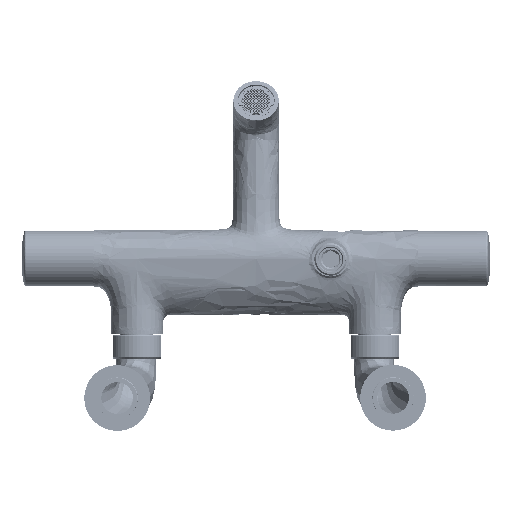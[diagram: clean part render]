
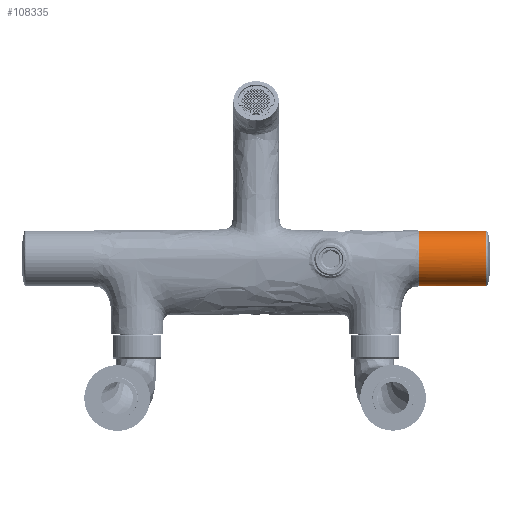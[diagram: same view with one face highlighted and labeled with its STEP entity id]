
A CAD part, front view. The second image highlights one B-rep face of the part: STEP entity #108335.
In plain terms, the highlighted free-form (B-spline) face has degree [2, 1] with [7, 2] control points.
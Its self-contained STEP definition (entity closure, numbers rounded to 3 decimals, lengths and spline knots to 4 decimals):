
#3503 = CARTESIAN_POINT ( 'NONE',  ( 5.711, 2.5705, 4.8459 ) ) ;
#8208 = CARTESIAN_POINT ( 'NONE',  ( 4.0551, 2.5705, 4.8459 ) ) ;
#17635 = VERTEX_POINT ( 'NONE', #172868 ) ;
#38000 =( BOUNDED_SURFACE ( )  B_SPLINE_SURFACE ( 2, 1, ( 
 ( #340957, #78629 ),
 ( #313886, #248475 ),
 ( #109462, #49710 ),
 ( #167213, #192396 ),
 ( #284938, #161533 ),
 ( #76756, #221334 ),
 ( #219435, #315799 ) ),
 .UNSPECIFIED., .F., .F., .F. ) 
 B_SPLINE_SURFACE_WITH_KNOTS ( ( 3, 2, 2, 3 ),
 ( 2, 2 ),
 ( 1.5708, 3.1416, 4.7124, 4.7124 ),
 ( 0., 50.6322 ),
 .UNSPECIFIED. ) 
 GEOMETRIC_REPRESENTATION_ITEM ( )  RATIONAL_B_SPLINE_SURFACE ( (
 ( 1., 1.),
 ( 0.707, 0.707),
 ( 1., 1.),
 ( 0.707, 0.707),
 ( 1., 1.),
 ( 1., 1.),
 ( 1., 1.) ) ) 
 REPRESENTATION_ITEM ( '' )  SURFACE ( )  );
#41604 = ORIENTED_EDGE ( 'NONE', *, *, #58624, .F. ) ;
#49710 = CARTESIAN_POINT ( 'NONE',  ( 5.8797, 1.8815, 4.1569 ) ) ;
#58624 = EDGE_CURVE ( 'NONE', #17635, #290474, #74479, .T. ) ;
#74479 = B_SPLINE_CURVE_WITH_KNOTS ( 'NONE', 3,
 ( #3503, #362123, #265792, #238753, #356420, #124928, #242564, #298508, #271471, #90293 ),
 .UNSPECIFIED., .F., .F.,
 ( 4, 1, 1, 1, 1, 1, 1, 4 ),
 ( 0., 0.125, 0.25, 0.375, 0.5, 0.625, 0.75, 1. ),
 .UNSPECIFIED. ) ;
#76756 = CARTESIAN_POINT ( 'NONE',  ( 3.8863, 2.5705, 3.4679 ) ) ;
#78629 = CARTESIAN_POINT ( 'NONE',  ( 5.8797, 2.5705, 4.8459 ) ) ;
#90293 = CARTESIAN_POINT ( 'NONE',  ( 5.711, 2.5705, 3.4679 ) ) ;
#90609 = EDGE_CURVE ( 'NONE', #165464, #354310, #349351, .T. ) ;
#98643 = EDGE_CURVE ( 'NONE', #354310, #290474, #275483, .T. ) ;
#101068 = CARTESIAN_POINT ( 'NONE',  ( 5.711, 2.5705, 3.4679 ) ) ;
#108335 = ADVANCED_FACE ( 'NONE', ( #369895 ), #38000, .T. ) ;
#109462 = CARTESIAN_POINT ( 'NONE',  ( 3.8863, 1.8815, 4.1569 ) ) ;
#116395 = CARTESIAN_POINT ( 'NONE',  ( 5.711, 2.5705, 3.4679 ) ) ;
#121241 = CARTESIAN_POINT ( 'NONE',  ( 4.0551, 2.5705, 3.4679 ) ) ;
#124928 = CARTESIAN_POINT ( 'NONE',  ( 5.711, 1.8635, 4.1568 ) ) ;
#125992 = ORIENTED_EDGE ( 'NONE', *, *, #214986, .T. ) ;
#134612 = CARTESIAN_POINT ( 'NONE',  ( 5.711, 2.5705, 4.8459 ) ) ;
#148186 = CARTESIAN_POINT ( 'NONE',  ( 4.0551, 1.8815, 4.1569 ) ) ;
#152551 = CARTESIAN_POINT ( 'NONE',  ( 4.0551, 2.5705, 3.4679 ) ) ;
#161533 = CARTESIAN_POINT ( 'NONE',  ( 5.8797, 2.5705, 3.4679 ) ) ;
#165464 = VERTEX_POINT ( 'NONE', #8208 ) ;
#167213 = CARTESIAN_POINT ( 'NONE',  ( 3.8863, 1.8815, 3.4679 ) ) ;
#172868 = CARTESIAN_POINT ( 'NONE',  ( 5.711, 2.5705, 4.8459 ) ) ;
#176322 = ORIENTED_EDGE ( 'NONE', *, *, #90609, .T. ) ;
#192396 = CARTESIAN_POINT ( 'NONE',  ( 5.8797, 1.8815, 3.4679 ) ) ;
#200329 = CARTESIAN_POINT ( 'NONE',  ( 4.0551, 2.5705, 4.8459 ) ) ;
#203104 = CARTESIAN_POINT ( 'NONE',  ( 4.0551, 2.5705, 3.4679 ) ) ;
#214986 = EDGE_CURVE ( 'NONE', #17635, #165464, #220432, .T. ) ;
#219435 = CARTESIAN_POINT ( 'NONE',  ( 3.8863, 2.5705, 3.4679 ) ) ;
#220432 = B_SPLINE_CURVE_WITH_KNOTS ( 'NONE', 1,
 ( #134612, #373753 ),
 .UNSPECIFIED., .F., .F.,
 ( 2, 2 ),
 ( -42.0598, 0. ),
 .UNSPECIFIED. ) ;
#221334 = CARTESIAN_POINT ( 'NONE',  ( 5.8797, 2.5705, 3.4679 ) ) ;
#238753 = CARTESIAN_POINT ( 'NONE',  ( 5.711, 2.0706, 4.6568 ) ) ;
#242564 = CARTESIAN_POINT ( 'NONE',  ( 5.711, 1.9175, 3.8866 ) ) ;
#248475 = CARTESIAN_POINT ( 'NONE',  ( 5.8797, 1.8815, 4.8459 ) ) ;
#263578 = ORIENTED_EDGE ( 'NONE', *, *, #98643, .T. ) ;
#265792 = CARTESIAN_POINT ( 'NONE',  ( 5.711, 2.3, 4.8101 ) ) ;
#267799 = CARTESIAN_POINT ( 'NONE',  ( 4.0551, 1.8815, 4.8459 ) ) ;
#271471 = CARTESIAN_POINT ( 'NONE',  ( 5.711, 2.3897, 3.4667 ) ) ;
#275483 = B_SPLINE_CURVE_WITH_KNOTS ( 'NONE', 1,
 ( #203104, #116395 ),
 .UNSPECIFIED., .F., .F.,
 ( 2, 2 ),
 ( -42.0598, 0. ),
 .UNSPECIFIED. ) ;
#284938 = CARTESIAN_POINT ( 'NONE',  ( 3.8863, 2.5705, 3.4679 ) ) ;
#290474 = VERTEX_POINT ( 'NONE', #101068 ) ;
#298508 = CARTESIAN_POINT ( 'NONE',  ( 5.711, 2.1215, 3.58 ) ) ;
#313886 = CARTESIAN_POINT ( 'NONE',  ( 3.8863, 1.8815, 4.8459 ) ) ;
#315799 = CARTESIAN_POINT ( 'NONE',  ( 5.8797, 2.5705, 3.4679 ) ) ;
#323770 = CARTESIAN_POINT ( 'NONE',  ( 4.0551, 1.8815, 3.4679 ) ) ;
#340957 = CARTESIAN_POINT ( 'NONE',  ( 3.8863, 2.5705, 4.8459 ) ) ;
#346168 = EDGE_LOOP ( 'NONE', ( #176322, #263578, #41604, #125992 ) ) ;
#349351 =( BOUNDED_CURVE ( )  B_SPLINE_CURVE ( 2, ( #200329, #267799, #148186, #323770, #121241 ),
 .UNSPECIFIED., .F., .F. ) 
 B_SPLINE_CURVE_WITH_KNOTS ( ( 3, 2, 3 ),
 ( -54.9779, -27.4889, 0. ),
 .UNSPECIFIED. ) 
 CURVE ( )  GEOMETRIC_REPRESENTATION_ITEM ( )  RATIONAL_B_SPLINE_CURVE ( ( 1., 0.707, 1., 0.707, 1. ) ) 
 REPRESENTATION_ITEM ( '' )  );
#354310 = VERTEX_POINT ( 'NONE', #152551 ) ;
#356420 = CARTESIAN_POINT ( 'NONE',  ( 5.711, 1.9174, 4.4275 ) ) ;
#362123 = CARTESIAN_POINT ( 'NONE',  ( 5.711, 2.4803, 4.8459 ) ) ;
#369895 = FACE_OUTER_BOUND ( 'NONE', #346168, .T. ) ;
#373753 = CARTESIAN_POINT ( 'NONE',  ( 4.0551, 2.5705, 4.8459 ) ) ;
